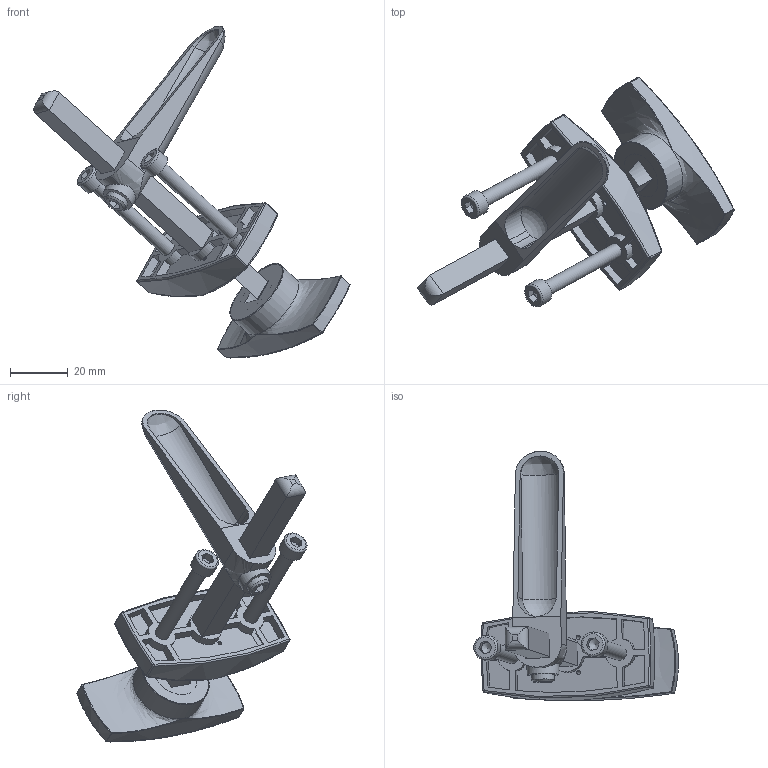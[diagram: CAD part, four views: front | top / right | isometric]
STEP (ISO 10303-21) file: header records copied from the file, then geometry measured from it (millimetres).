
FILE_DESCRIPTION(/* description */ ('Maniglia con serratura profili 45-45 con viti'),/* implementation_level */ '2;1');
FILE_NAME(/* name */ 'HHT45-45.stp',/* time_stamp */ '2021-02-19T14:52:38+01:00',/* author */ ('omnitec'),/* organization */ ('Microsoft'),/* preprocessor_version */ 'ST-DEVELOPER v18.1',/* originating_system */ 'Autodesk Inventor 2021',/* authorisation */ '');
FILE_SCHEMA (('AUTOMOTIVE_DESIGN { 1 0 10303 214 3 1 1 }'));
Length unit declared in the file: millimetre
Products named in the file (1): HHT45-45
Bounding box: 109.18 x 79.38 x 114.57 mm (x, y, z)
Surface area: 21485.9 mm2 (no closed solid volume)
Topology: 0 solids, 8 shells, 196 faces, 528 edges, 321 vertices
Faces by surface type: plane 75, cylinder 62, bspline 32, sphere 11, torus 9, cone 7
Full cylindrical faces by diameter (mm): 1.4 x2, 5 x2, 8 x1, 8.5 x2, 11 x1, 16 x1, 25 x1
Entity records: 9449 total; most frequent: CARTESIAN_POINT 4682, DIRECTION 979, ORIENTED_EDGE 936, EDGE_CURVE 517, AXIS2_PLACEMENT_3D 363, VERTEX_POINT 321, LINE 253, VECTOR 253
